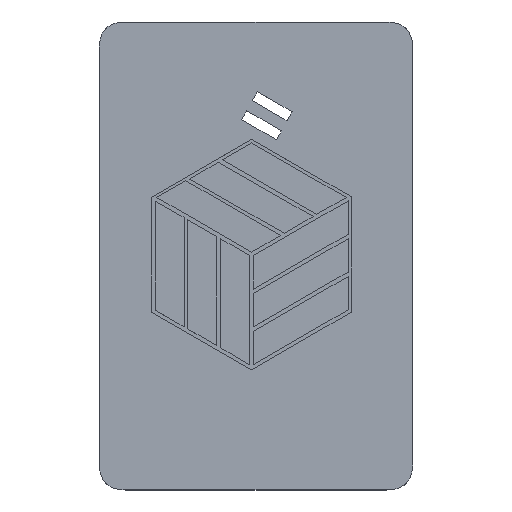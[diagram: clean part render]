
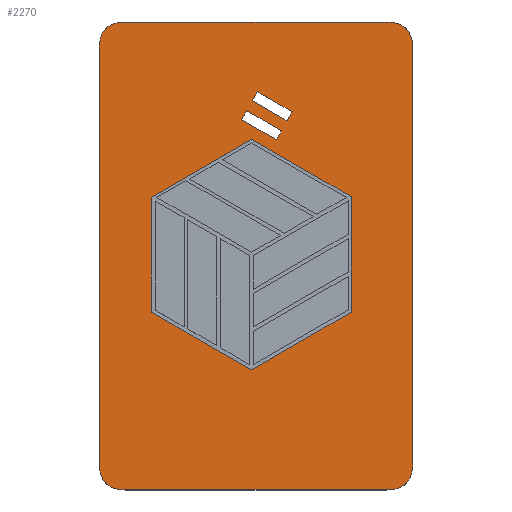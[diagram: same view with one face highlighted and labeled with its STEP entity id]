
A CAD part, top view. The second image highlights one B-rep face of the part: STEP entity #2270.
In plain terms, the highlighted planar face has unit normal (0, 0, 1).
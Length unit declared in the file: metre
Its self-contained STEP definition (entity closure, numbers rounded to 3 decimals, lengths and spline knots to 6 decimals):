
#18=PLANE('',#2409);
#128=B_SPLINE_CURVE_WITH_KNOTS('',3,(#3100,#3101,#3102,#3103),
 .UNSPECIFIED.,.F.,.F.,(4,4),(0.,1.),.UNSPECIFIED.);
#129=B_SPLINE_CURVE_WITH_KNOTS('',3,(#3107,#3108,#3109,#3110),
 .UNSPECIFIED.,.F.,.F.,(4,4),(0.,1.),.UNSPECIFIED.);
#130=B_SPLINE_CURVE_WITH_KNOTS('',3,(#3114,#3115,#3116,#3117),
 .UNSPECIFIED.,.F.,.F.,(4,4),(0.,1.),.UNSPECIFIED.);
#131=B_SPLINE_CURVE_WITH_KNOTS('',3,(#3121,#3122,#3123,#3124),
 .UNSPECIFIED.,.F.,.F.,(4,4),(0.,1.),.UNSPECIFIED.);
#208=ORIENTED_EDGE('',*,*,#884,.F.);
#209=ORIENTED_EDGE('',*,*,#885,.F.);
#210=ORIENTED_EDGE('',*,*,#886,.F.);
#211=ORIENTED_EDGE('',*,*,#887,.F.);
#212=ORIENTED_EDGE('',*,*,#888,.F.);
#213=ORIENTED_EDGE('',*,*,#889,.F.);
#214=ORIENTED_EDGE('',*,*,#890,.T.);
#215=ORIENTED_EDGE('',*,*,#891,.T.);
#216=ORIENTED_EDGE('',*,*,#892,.F.);
#217=ORIENTED_EDGE('',*,*,#893,.T.);
#218=ORIENTED_EDGE('',*,*,#894,.F.);
#219=ORIENTED_EDGE('',*,*,#895,.T.);
#220=ORIENTED_EDGE('',*,*,#896,.T.);
#221=ORIENTED_EDGE('',*,*,#897,.T.);
#222=ORIENTED_EDGE('',*,*,#898,.F.);
#223=ORIENTED_EDGE('',*,*,#899,.T.);
#224=ORIENTED_EDGE('',*,*,#900,.T.);
#225=ORIENTED_EDGE('',*,*,#901,.F.);
#226=ORIENTED_EDGE('',*,*,#902,.F.);
#227=ORIENTED_EDGE('',*,*,#903,.T.);
#228=ORIENTED_EDGE('',*,*,#904,.T.);
#229=ORIENTED_EDGE('',*,*,#905,.F.);
#884=EDGE_CURVE('',#1222,#1223,#1434,.T.);
#885=EDGE_CURVE('',#1224,#1222,#1435,.T.);
#886=EDGE_CURVE('',#1225,#1224,#1436,.T.);
#887=EDGE_CURVE('',#1226,#1225,#1437,.T.);
#888=EDGE_CURVE('',#1227,#1226,#1438,.T.);
#889=EDGE_CURVE('',#1223,#1227,#1439,.T.);
#890=EDGE_CURVE('',#1228,#1229,#1440,.T.);
#891=EDGE_CURVE('',#1229,#1230,#128,.T.);
#892=EDGE_CURVE('',#1231,#1230,#1441,.T.);
#893=EDGE_CURVE('',#1231,#1232,#129,.T.);
#894=EDGE_CURVE('',#1233,#1232,#1442,.T.);
#895=EDGE_CURVE('',#1233,#1234,#130,.T.);
#896=EDGE_CURVE('',#1234,#1235,#1443,.T.);
#897=EDGE_CURVE('',#1235,#1228,#131,.T.);
#898=EDGE_CURVE('',#1236,#1237,#1444,.T.);
#899=EDGE_CURVE('',#1236,#1238,#1445,.T.);
#900=EDGE_CURVE('',#1238,#1239,#1446,.T.);
#901=EDGE_CURVE('',#1237,#1239,#1447,.T.);
#902=EDGE_CURVE('',#1240,#1241,#1448,.T.);
#903=EDGE_CURVE('',#1240,#1242,#1449,.T.);
#904=EDGE_CURVE('',#1242,#1243,#1450,.T.);
#905=EDGE_CURVE('',#1241,#1243,#1451,.T.);
#1222=VERTEX_POINT('',#3086);
#1223=VERTEX_POINT('',#3087);
#1224=VERTEX_POINT('',#3089);
#1225=VERTEX_POINT('',#3091);
#1226=VERTEX_POINT('',#3093);
#1227=VERTEX_POINT('',#3095);
#1228=VERTEX_POINT('',#3098);
#1229=VERTEX_POINT('',#3099);
#1230=VERTEX_POINT('',#3104);
#1231=VERTEX_POINT('',#3106);
#1232=VERTEX_POINT('',#3111);
#1233=VERTEX_POINT('',#3113);
#1234=VERTEX_POINT('',#3118);
#1235=VERTEX_POINT('',#3120);
#1236=VERTEX_POINT('',#3126);
#1237=VERTEX_POINT('',#3127);
#1238=VERTEX_POINT('',#3129);
#1239=VERTEX_POINT('',#3131);
#1240=VERTEX_POINT('',#3134);
#1241=VERTEX_POINT('',#3135);
#1242=VERTEX_POINT('',#3137);
#1243=VERTEX_POINT('',#3139);
#1434=LINE('',#3085,#1698);
#1435=LINE('',#3088,#1699);
#1436=LINE('',#3090,#1700);
#1437=LINE('',#3092,#1701);
#1438=LINE('',#3094,#1702);
#1439=LINE('',#3096,#1703);
#1440=LINE('',#3097,#1704);
#1441=LINE('',#3105,#1705);
#1442=LINE('',#3112,#1706);
#1443=LINE('',#3119,#1707);
#1444=LINE('',#3125,#1708);
#1445=LINE('',#3128,#1709);
#1446=LINE('',#3130,#1710);
#1447=LINE('',#3132,#1711);
#1448=LINE('',#3133,#1712);
#1449=LINE('',#3136,#1713);
#1450=LINE('',#3138,#1714);
#1451=LINE('',#3140,#1715);
#1698=VECTOR('',#2527,1.);
#1699=VECTOR('',#2528,1.);
#1700=VECTOR('',#2529,1.);
#1701=VECTOR('',#2530,1.);
#1702=VECTOR('',#2531,1.);
#1703=VECTOR('',#2532,1.);
#1704=VECTOR('',#2533,1.);
#1705=VECTOR('',#2534,1.);
#1706=VECTOR('',#2535,1.);
#1707=VECTOR('',#2536,1.);
#1708=VECTOR('',#2537,1.);
#1709=VECTOR('',#2538,1.);
#1710=VECTOR('',#2539,1.);
#1711=VECTOR('',#2540,1.);
#1712=VECTOR('',#2541,1.);
#1713=VECTOR('',#2542,1.);
#1714=VECTOR('',#2543,1.);
#1715=VECTOR('',#2544,1.);
#1958=EDGE_LOOP('',(#208,#209,#210,#211,#212,#213));
#1959=EDGE_LOOP('',(#214,#215,#216,#217,#218,#219,#220,#221));
#1960=EDGE_LOOP('',(#222,#223,#224,#225));
#1961=EDGE_LOOP('',(#226,#227,#228,#229));
#2102=FACE_BOUND('',#1958,.T.);
#2103=FACE_BOUND('',#1959,.T.);
#2104=FACE_BOUND('',#1960,.T.);
#2105=FACE_BOUND('',#1961,.T.);
#2270=ADVANCED_FACE('',(#2102,#2103,#2104,#2105),#18,.T.);
#2409=AXIS2_PLACEMENT_3D('',#3084,#2525,#2526);
#2525=DIRECTION('',(0.,0.,1.));
#2526=DIRECTION('',(1.,0.,0.));
#2527=DIRECTION('',(-0.865,-0.502,0.));
#2528=DIRECTION('',(-0.867,0.499,0.));
#2529=DIRECTION('',(0.,1.,0.));
#2530=DIRECTION('',(0.865,0.502,0.));
#2531=DIRECTION('',(0.867,-0.499,0.));
#2532=DIRECTION('',(0.,-1.,0.));
#2533=DIRECTION('',(1.,0.,0.));
#2534=DIRECTION('',(0.,-1.,0.));
#2535=DIRECTION('',(1.,0.,0.));
#2536=DIRECTION('',(0.,-1.,0.));
#2537=DIRECTION('',(0.5,0.866,0.));
#2538=DIRECTION('',(-0.866,0.5,0.));
#2539=DIRECTION('',(0.5,0.866,0.));
#2540=DIRECTION('',(-0.866,0.5,0.));
#2541=DIRECTION('',(0.5,0.866,0.));
#2542=DIRECTION('',(-0.866,0.5,0.));
#2543=DIRECTION('',(0.5,0.866,0.));
#2544=DIRECTION('',(-0.866,0.5,0.));
#3084=CARTESIAN_POINT('',(0.,0.,0.00825));
#3085=CARTESIAN_POINT('',(-0.010398,0.016707,0.00825));
#3086=CARTESIAN_POINT('',(-0.000849,0.022252,0.00825));
#3087=CARTESIAN_POINT('',(-0.019947,0.011161,0.00825));
#3088=CARTESIAN_POINT('',(0.008647,0.016782,0.00825));
#3089=CARTESIAN_POINT('',(0.018143,0.011312,0.00825));
#3090=CARTESIAN_POINT('',(0.018143,0.000291,0.00825));
#3091=CARTESIAN_POINT('',(0.018143,-0.01073,0.00825));
#3092=CARTESIAN_POINT('',(0.008647,-0.016234,0.00825));
#3093=CARTESIAN_POINT('',(-0.000849,-0.021739,0.00825));
#3094=CARTESIAN_POINT('',(-0.010398,-0.016238,0.00825));
#3095=CARTESIAN_POINT('',(-0.019947,-0.010738,0.00825));
#3096=CARTESIAN_POINT('',(-0.019947,0.000212,0.00825));
#3097=CARTESIAN_POINT('',(0.,-0.044625,0.00825));
#3098=CARTESIAN_POINT('',(-0.024875,-0.044625,0.00825));
#3099=CARTESIAN_POINT('',(0.024875,-0.044625,0.00825));
#3100=CARTESIAN_POINT('',(0.024875,-0.044625,0.00825));
#3101=CARTESIAN_POINT('',(0.028208,-0.044625,0.00825));
#3102=CARTESIAN_POINT('',(0.029875,-0.042958,0.00825));
#3103=CARTESIAN_POINT('',(0.029875,-0.039625,0.00825));
#3104=CARTESIAN_POINT('',(0.029875,-0.039625,0.00825));
#3105=CARTESIAN_POINT('',(0.029875,0.,0.00825));
#3106=CARTESIAN_POINT('',(0.029875,0.039625,0.00825));
#3107=CARTESIAN_POINT('',(0.029875,0.039625,0.00825));
#3108=CARTESIAN_POINT('',(0.029875,0.042958,0.00825));
#3109=CARTESIAN_POINT('',(0.028208,0.044625,0.00825));
#3110=CARTESIAN_POINT('',(0.024875,0.044625,0.00825));
#3111=CARTESIAN_POINT('',(0.024875,0.044625,0.00825));
#3112=CARTESIAN_POINT('',(0.,0.044625,0.00825));
#3113=CARTESIAN_POINT('',(-0.024875,0.044625,0.00825));
#3114=CARTESIAN_POINT('',(-0.024875,0.044625,0.00825));
#3115=CARTESIAN_POINT('',(-0.028208,0.044625,0.00825));
#3116=CARTESIAN_POINT('',(-0.029875,0.042958,0.00825));
#3117=CARTESIAN_POINT('',(-0.029875,0.039625,0.00825));
#3118=CARTESIAN_POINT('',(-0.029875,0.039625,0.00825));
#3119=CARTESIAN_POINT('',(-0.029875,0.,0.00825));
#3120=CARTESIAN_POINT('',(-0.029875,-0.039625,0.00825));
#3121=CARTESIAN_POINT('',(-0.029875,-0.039625,0.00825));
#3122=CARTESIAN_POINT('',(-0.029875,-0.042958,0.00825));
#3123=CARTESIAN_POINT('',(-0.028208,-0.044625,0.00825));
#3124=CARTESIAN_POINT('',(-0.024875,-0.044625,0.00825));
#3125=CARTESIAN_POINT('',(0.00438,0.023022,0.00825));
#3126=CARTESIAN_POINT('',(0.003888,0.02217,0.00825));
#3127=CARTESIAN_POINT('',(0.004872,0.023874,0.00825));
#3128=CARTESIAN_POINT('',(0.000562,0.02409,0.00825));
#3129=CARTESIAN_POINT('',(-0.002765,0.026011,0.00825));
#3130=CARTESIAN_POINT('',(-0.002273,0.026863,0.00825));
#3131=CARTESIAN_POINT('',(-0.001781,0.027715,0.00825));
#3132=CARTESIAN_POINT('',(0.001546,0.025795,0.00825));
#3133=CARTESIAN_POINT('',(0.006412,0.026644,0.00825));
#3134=CARTESIAN_POINT('',(0.00592,0.025792,0.00825));
#3135=CARTESIAN_POINT('',(0.006904,0.027497,0.00825));
#3136=CARTESIAN_POINT('',(0.002594,0.027713,0.00825));
#3137=CARTESIAN_POINT('',(-0.000733,0.029633,0.00825));
#3138=CARTESIAN_POINT('',(-0.000241,0.030485,0.00825));
#3139=CARTESIAN_POINT('',(0.000251,0.031338,0.00825));
#3140=CARTESIAN_POINT('',(0.003578,0.029417,0.00825));
